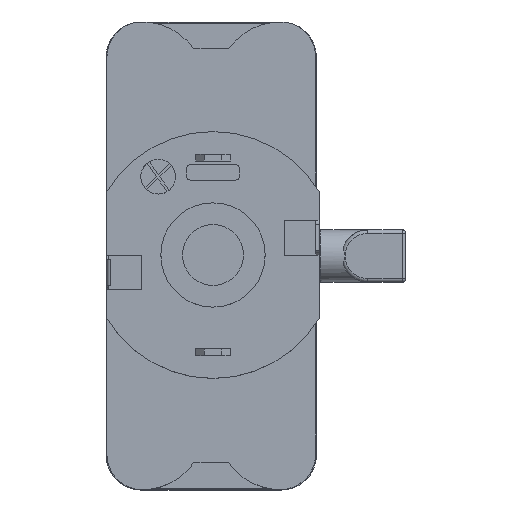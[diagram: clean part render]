
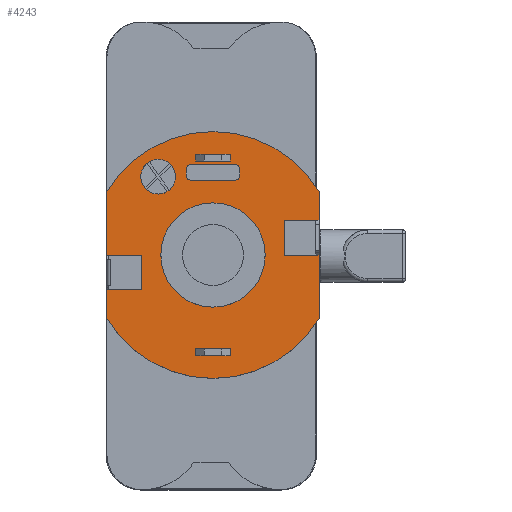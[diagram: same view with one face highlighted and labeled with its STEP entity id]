
A CAD part, top view. The second image highlights one B-rep face of the part: STEP entity #4243.
In plain terms, the highlighted planar face has unit normal (0, 0, 1).
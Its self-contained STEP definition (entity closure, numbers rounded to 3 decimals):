
#929=DIRECTION('',(0.,1.,0.));
#930=VECTOR('',#929,2.);
#931=CARTESIAN_POINT('',(-4.1,-2.,0.));
#932=LINE('',#931,#930);
#936=DIRECTION('',(1.,0.,0.));
#937=VECTOR('',#936,2.);
#938=CARTESIAN_POINT('',(-6.1,0.,0.));
#939=LINE('',#938,#937);
#943=DIRECTION('',(0.,1.,0.));
#944=VECTOR('',#943,3.633);
#945=CARTESIAN_POINT('',(-6.1,0.,0.));
#946=LINE('',#945,#944);
#950=DIRECTION('',(0.,-1.,0.));
#951=VECTOR('',#950,1.633);
#952=CARTESIAN_POINT('',(6.1,3.633,0.));
#953=LINE('',#952,#951);
#957=DIRECTION('',(-1.,0.,0.));
#958=VECTOR('',#957,2.);
#959=CARTESIAN_POINT('',(6.1,2.,0.));
#960=LINE('',#959,#958);
#964=DIRECTION('',(0.,-1.,0.));
#965=VECTOR('',#964,2.);
#966=CARTESIAN_POINT('',(4.1,2.,0.));
#967=LINE('',#966,#965);
#971=DIRECTION('',(-1.,0.,0.));
#972=VECTOR('',#971,2.);
#973=CARTESIAN_POINT('',(6.1,0.,0.));
#974=LINE('',#973,#972);
#978=DIRECTION('',(0.,-1.,0.));
#979=VECTOR('',#978,3.633);
#980=CARTESIAN_POINT('',(6.1,0.,0.));
#981=LINE('',#980,#979);
#985=DIRECTION('',(0.,1.,0.));
#986=VECTOR('',#985,1.633);
#987=CARTESIAN_POINT('',(-6.1,-3.633,0.));
#988=LINE('',#987,#986);
#992=DIRECTION('',(1.,0.,0.));
#993=VECTOR('',#992,2.);
#994=CARTESIAN_POINT('',(-6.1,-2.,0.));
#995=LINE('',#994,#993);
#999=DIRECTION('',(1.,0.,0.));
#1000=VECTOR('',#999,2.);
#1001=CARTESIAN_POINT('',(-1.,-5.8,0.));
#1002=LINE('',#1001,#1000);
#1006=DIRECTION('',(0.,1.,0.));
#1007=VECTOR('',#1006,0.4);
#1008=CARTESIAN_POINT('',(1.,-5.8,0.));
#1009=LINE('',#1008,#1007);
#1013=DIRECTION('',(-1.,0.,0.));
#1014=VECTOR('',#1013,2.);
#1015=CARTESIAN_POINT('',(1.,-5.4,0.));
#1016=LINE('',#1015,#1014);
#1020=DIRECTION('',(0.,-1.,0.));
#1021=VECTOR('',#1020,0.4);
#1022=CARTESIAN_POINT('',(-1.,-5.4,0.));
#1023=LINE('',#1022,#1021);
#1027=DIRECTION('',(0.,-1.,0.));
#1028=VECTOR('',#1027,0.4);
#1029=CARTESIAN_POINT('',(-1.,5.8,0.));
#1030=LINE('',#1029,#1028);
#1034=DIRECTION('',(1.,0.,0.));
#1035=VECTOR('',#1034,2.);
#1036=CARTESIAN_POINT('',(-1.,5.4,0.));
#1037=LINE('',#1036,#1035);
#1041=DIRECTION('',(0.,1.,0.));
#1042=VECTOR('',#1041,0.4);
#1043=CARTESIAN_POINT('',(1.,5.4,0.));
#1044=LINE('',#1043,#1042);
#1048=DIRECTION('',(-1.,0.,0.));
#1049=VECTOR('',#1048,2.);
#1050=CARTESIAN_POINT('',(1.,5.8,0.));
#1051=LINE('',#1050,#1049);
#1055=CARTESIAN_POINT('',(-3.155,4.505,0.));
#1056=DIRECTION('',(0.,0.,1.));
#1057=DIRECTION('',(0.652,0.758,0.));
#1058=AXIS2_PLACEMENT_3D('',#1055,#1056,#1057);
#1063=DIRECTION('',(0.,1.,0.));
#1064=VECTOR('',#1063,0.3);
#1065=CARTESIAN_POINT('',(1.55,4.6,0.));
#1066=LINE('',#1065,#1064);
#1070=DIRECTION('',(-1.,0.,0.));
#1071=VECTOR('',#1070,2.5);
#1072=CARTESIAN_POINT('',(1.25,5.2,0.));
#1073=LINE('',#1072,#1071);
#1077=DIRECTION('',(0.,-1.,0.));
#1078=VECTOR('',#1077,0.3);
#1079=CARTESIAN_POINT('',(-1.55,4.9,0.));
#1080=LINE('',#1079,#1078);
#1084=DIRECTION('',(1.,0.,0.));
#1085=VECTOR('',#1084,2.5);
#1086=CARTESIAN_POINT('',(-1.25,4.3,0.));
#1087=LINE('',#1086,#1085);
#1106=CARTESIAN_POINT('',(0.,0.,0.));
#1107=DIRECTION('',(0.,0.,1.));
#1108=DIRECTION('',(0.859,0.512,0.));
#1109=AXIS2_PLACEMENT_3D('',#1106,#1107,#1108);
#1121=CARTESIAN_POINT('',(0.,0.,0.));
#1122=DIRECTION('',(0.,0.,1.));
#1123=DIRECTION('',(-0.859,-0.512,0.));
#1124=AXIS2_PLACEMENT_3D('',#1121,#1122,#1123);
#1468=CARTESIAN_POINT('',(0.,0.,0.));
#1469=DIRECTION('',(0.,0.,1.));
#1470=DIRECTION('',(0.,1.,0.));
#1471=AXIS2_PLACEMENT_3D('',#1468,#1469,#1470);
#1483=CARTESIAN_POINT('',(0.,0.,0.));
#1484=DIRECTION('',(0.,0.,-1.));
#1485=DIRECTION('',(0.,1.,0.));
#1486=AXIS2_PLACEMENT_3D('',#1483,#1484,#1485);
#1855=CARTESIAN_POINT('',(-3.155,4.505,0.));
#1856=DIRECTION('',(0.,0.,-1.));
#1857=DIRECTION('',(0.652,0.758,0.));
#1858=AXIS2_PLACEMENT_3D('',#1855,#1856,#1857);
#2144=CARTESIAN_POINT('',(1.25,4.9,0.));
#2145=DIRECTION('',(0.,0.,-1.));
#2146=DIRECTION('',(0.,1.,0.));
#2147=AXIS2_PLACEMENT_3D('',#2144,#2145,#2146);
#2212=CARTESIAN_POINT('',(-1.25,4.6,0.));
#2213=DIRECTION('',(0.,0.,-1.));
#2214=DIRECTION('',(0.,-1.,0.));
#2215=AXIS2_PLACEMENT_3D('',#2212,#2213,#2214);
#2234=CARTESIAN_POINT('',(-1.25,4.9,0.));
#2235=DIRECTION('',(0.,0.,-1.));
#2236=DIRECTION('',(-1.,0.,0.));
#2237=AXIS2_PLACEMENT_3D('',#2234,#2235,#2236);
#2270=CARTESIAN_POINT('',(1.25,4.6,0.));
#2271=DIRECTION('',(0.,0.,-1.));
#2272=DIRECTION('',(1.,0.,0.));
#2273=AXIS2_PLACEMENT_3D('',#2270,#2271,#2272);
#2802=CARTESIAN_POINT('',(0.,3.,0.));
#2804=VERTEX_POINT('',#2802);
#2806=CARTESIAN_POINT('',(0.,-3.,0.));
#2808=VERTEX_POINT('',#2806);
#2814=CARTESIAN_POINT('',(-4.1,-2.,0.));
#2815=CARTESIAN_POINT('',(-4.1,0.,0.));
#2816=VERTEX_POINT('',#2814);
#2817=VERTEX_POINT('',#2815);
#2818=CARTESIAN_POINT('',(6.1,3.633,0.));
#2819=CARTESIAN_POINT('',(6.1,2.,0.));
#2820=VERTEX_POINT('',#2818);
#2821=VERTEX_POINT('',#2819);
#2822=CARTESIAN_POINT('',(6.1,0.,0.));
#2823=CARTESIAN_POINT('',(6.1,-3.633,0.));
#2824=VERTEX_POINT('',#2822);
#2825=VERTEX_POINT('',#2823);
#2826=CARTESIAN_POINT('',(-6.1,-3.633,0.));
#2827=CARTESIAN_POINT('',(-6.1,-2.,0.));
#2828=VERTEX_POINT('',#2826);
#2829=VERTEX_POINT('',#2827);
#2830=CARTESIAN_POINT('',(-6.1,0.,0.));
#2831=CARTESIAN_POINT('',(-6.1,3.633,0.));
#2832=VERTEX_POINT('',#2830);
#2833=VERTEX_POINT('',#2831);
#2842=CARTESIAN_POINT('',(-1.,-5.8,0.));
#2843=CARTESIAN_POINT('',(1.,-5.8,0.));
#2844=VERTEX_POINT('',#2842);
#2845=VERTEX_POINT('',#2843);
#2846=CARTESIAN_POINT('',(1.,-5.4,0.));
#2847=VERTEX_POINT('',#2846);
#2848=CARTESIAN_POINT('',(-1.,-5.4,0.));
#2849=VERTEX_POINT('',#2848);
#2850=CARTESIAN_POINT('',(-1.,5.8,0.));
#2851=CARTESIAN_POINT('',(-1.,5.4,0.));
#2852=VERTEX_POINT('',#2850);
#2853=VERTEX_POINT('',#2851);
#2854=CARTESIAN_POINT('',(1.,5.4,0.));
#2855=VERTEX_POINT('',#2854);
#2856=CARTESIAN_POINT('',(1.,5.8,0.));
#2857=VERTEX_POINT('',#2856);
#3016=CARTESIAN_POINT('',(-2.503,5.263,0.));
#3017=VERTEX_POINT('',#3016);
#3019=CARTESIAN_POINT('',(-3.665,5.365,0.));
#3021=VERTEX_POINT('',#3019);
#3114=CARTESIAN_POINT('',(4.1,0.,0.));
#3115=VERTEX_POINT('',#3114);
#3116=CARTESIAN_POINT('',(4.1,2.,0.));
#3117=VERTEX_POINT('',#3116);
#3214=CARTESIAN_POINT('',(1.25,5.2,0.));
#3215=CARTESIAN_POINT('',(1.55,4.9,0.));
#3216=VERTEX_POINT('',#3214);
#3217=VERTEX_POINT('',#3215);
#3218=CARTESIAN_POINT('',(1.55,4.6,0.));
#3219=CARTESIAN_POINT('',(1.25,4.3,0.));
#3220=VERTEX_POINT('',#3218);
#3221=VERTEX_POINT('',#3219);
#3222=CARTESIAN_POINT('',(-1.55,4.9,0.));
#3223=CARTESIAN_POINT('',(-1.25,5.2,0.));
#3224=VERTEX_POINT('',#3222);
#3225=VERTEX_POINT('',#3223);
#3226=CARTESIAN_POINT('',(-1.25,4.3,0.));
#3227=CARTESIAN_POINT('',(-1.55,4.6,0.));
#3228=VERTEX_POINT('',#3226);
#3229=VERTEX_POINT('',#3227);
#4166=CARTESIAN_POINT('',(0.,0.,0.));
#4167=DIRECTION('',(0.,0.,1.));
#4168=DIRECTION('',(0.,1.,0.));
#4169=AXIS2_PLACEMENT_3D('',#4166,#4167,#4168);
#4170=PLANE('',#4169);
#4171=ORIENTED_EDGE('',*,*,#4150,.T.);
#4172=ORIENTED_EDGE('',*,*,#3986,.F.);
#4173=ORIENTED_EDGE('',*,*,#3845,.T.);
#4175=ORIENTED_EDGE('',*,*,#4174,.F.);
#4177=ORIENTED_EDGE('',*,*,#4176,.T.);
#4179=ORIENTED_EDGE('',*,*,#4178,.T.);
#4181=ORIENTED_EDGE('',*,*,#4180,.T.);
#4183=ORIENTED_EDGE('',*,*,#4182,.F.);
#4185=ORIENTED_EDGE('',*,*,#4184,.T.);
#4187=ORIENTED_EDGE('',*,*,#4186,.F.);
#4188=ORIENTED_EDGE('',*,*,#3833,.T.);
#4190=ORIENTED_EDGE('',*,*,#4189,.T.);
#4191=EDGE_LOOP('',(#4171,#4172,#4173,#4175,#4177,#4179,#4181,#4183,#4185,#4187,
#4188,#4190));
#4192=FACE_OUTER_BOUND('',#4191,.F.);
#4194=ORIENTED_EDGE('',*,*,#4193,.T.);
#4196=ORIENTED_EDGE('',*,*,#4195,.F.);
#4197=EDGE_LOOP('',(#4194,#4196));
#4198=FACE_BOUND('',#4197,.F.);
#4200=ORIENTED_EDGE('',*,*,#4199,.T.);
#4202=ORIENTED_EDGE('',*,*,#4201,.T.);
#4204=ORIENTED_EDGE('',*,*,#4203,.T.);
#4206=ORIENTED_EDGE('',*,*,#4205,.T.);
#4207=EDGE_LOOP('',(#4200,#4202,#4204,#4206));
#4208=FACE_BOUND('',#4207,.F.);
#4210=ORIENTED_EDGE('',*,*,#4209,.T.);
#4212=ORIENTED_EDGE('',*,*,#4211,.T.);
#4214=ORIENTED_EDGE('',*,*,#4213,.T.);
#4216=ORIENTED_EDGE('',*,*,#4215,.T.);
#4217=EDGE_LOOP('',(#4210,#4212,#4214,#4216));
#4218=FACE_BOUND('',#4217,.F.);
#4220=ORIENTED_EDGE('',*,*,#4219,.F.);
#4222=ORIENTED_EDGE('',*,*,#4221,.T.);
#4223=EDGE_LOOP('',(#4220,#4222));
#4224=FACE_BOUND('',#4223,.F.);
#4226=ORIENTED_EDGE('',*,*,#4225,.T.);
#4228=ORIENTED_EDGE('',*,*,#4227,.F.);
#4230=ORIENTED_EDGE('',*,*,#4229,.T.);
#4232=ORIENTED_EDGE('',*,*,#4231,.F.);
#4234=ORIENTED_EDGE('',*,*,#4233,.T.);
#4236=ORIENTED_EDGE('',*,*,#4235,.F.);
#4238=ORIENTED_EDGE('',*,*,#4237,.T.);
#4240=ORIENTED_EDGE('',*,*,#4239,.F.);
#4241=EDGE_LOOP('',(#4226,#4228,#4230,#4232,#4234,#4236,#4238,#4240));
#4242=FACE_BOUND('',#4241,.F.);
#4243=ADVANCED_FACE('',(#4192,#4198,#4208,#4218,#4224,#4242),#4170,.T.);
#1059=CIRCLE('',#1058,1.);
#1110=CIRCLE('',#1109,7.1);
#1125=CIRCLE('',#1124,7.1);
#1472=CIRCLE('',#1471,3.);
#1487=CIRCLE('',#1486,3.);
#1859=CIRCLE('',#1858,1.);
#2148=CIRCLE('',#2147,0.3);
#2216=CIRCLE('',#2215,0.3);
#2238=CIRCLE('',#2237,0.3);
#2274=CIRCLE('',#2273,0.3);
#3833=EDGE_CURVE('',#2828,#2829,#988,.T.);
#3845=EDGE_CURVE('',#2832,#2833,#946,.T.);
#3986=EDGE_CURVE('',#2832,#2817,#939,.T.);
#4150=EDGE_CURVE('',#2816,#2817,#932,.T.);
#4174=EDGE_CURVE('',#2820,#2833,#1110,.T.);
#4176=EDGE_CURVE('',#2820,#2821,#953,.T.);
#4178=EDGE_CURVE('',#2821,#3117,#960,.T.);
#4180=EDGE_CURVE('',#3117,#3115,#967,.T.);
#4182=EDGE_CURVE('',#2824,#3115,#974,.T.);
#4184=EDGE_CURVE('',#2824,#2825,#981,.T.);
#4186=EDGE_CURVE('',#2828,#2825,#1125,.T.);
#4189=EDGE_CURVE('',#2829,#2816,#995,.T.);
#4193=EDGE_CURVE('',#2804,#2808,#1472,.T.);
#4195=EDGE_CURVE('',#2804,#2808,#1487,.T.);
#4199=EDGE_CURVE('',#2844,#2845,#1002,.T.);
#4201=EDGE_CURVE('',#2845,#2847,#1009,.T.);
#4203=EDGE_CURVE('',#2847,#2849,#1016,.T.);
#4205=EDGE_CURVE('',#2849,#2844,#1023,.T.);
#4209=EDGE_CURVE('',#2852,#2853,#1030,.T.);
#4211=EDGE_CURVE('',#2853,#2855,#1037,.T.);
#4213=EDGE_CURVE('',#2855,#2857,#1044,.T.);
#4215=EDGE_CURVE('',#2857,#2852,#1051,.T.);
#4219=EDGE_CURVE('',#3017,#3021,#1859,.T.);
#4221=EDGE_CURVE('',#3017,#3021,#1059,.T.);
#4225=EDGE_CURVE('',#3220,#3217,#1066,.T.);
#4227=EDGE_CURVE('',#3216,#3217,#2148,.T.);
#4229=EDGE_CURVE('',#3216,#3225,#1073,.T.);
#4231=EDGE_CURVE('',#3224,#3225,#2238,.T.);
#4233=EDGE_CURVE('',#3224,#3229,#1080,.T.);
#4235=EDGE_CURVE('',#3228,#3229,#2216,.T.);
#4237=EDGE_CURVE('',#3228,#3221,#1087,.T.);
#4239=EDGE_CURVE('',#3220,#3221,#2274,.T.);
